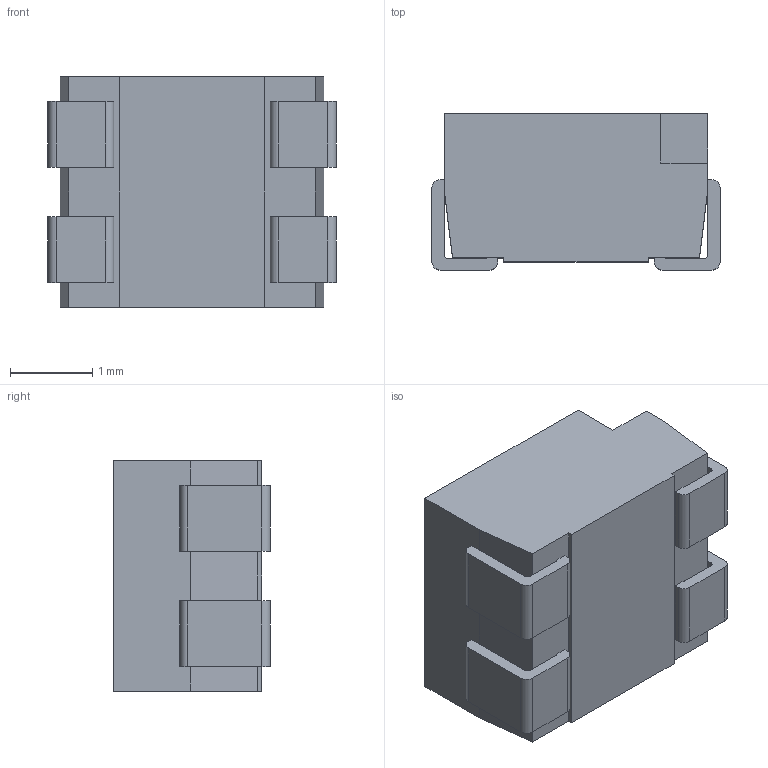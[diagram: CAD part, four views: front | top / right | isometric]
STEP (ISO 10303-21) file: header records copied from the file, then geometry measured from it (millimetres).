
FILE_DESCRIPTION (( 'STEP AP214' ), '1' );
FILE_NAME ('User Library-PLCC4RGBCT-CA LED SMD RGB.STEP', '2015-01-04T03:41:21', ( 'Windows User' ), ( '' ), 'SwSTEP 2.0', 'SolidWorks 2015', '' );
FILE_SCHEMA (( 'AUTOMOTIVE_DESIGN' ));
Length unit declared in the file: millimetre
Products named in the file (1): User Library-PLCC4RGBCT-CA LED SMD RGB
Bounding box: 3.5 x 1.9 x 2.8 mm (x, y, z)
Volume: 15.9 mm3; surface area: 51.7 mm2
Topology: 1 solids, 1 shells, 85 faces, 238 edges, 156 vertices
Faces by surface type: plane 59, cylinder 26
Entity records: 3705 total; most frequent: CARTESIAN_POINT 480, ORIENTED_EDGE 476, DIRECTION 462, EDGE_CURVE 238, LINE 186, VECTOR 186, VERTEX_POINT 156, AXIS2_PLACEMENT_3D 138
